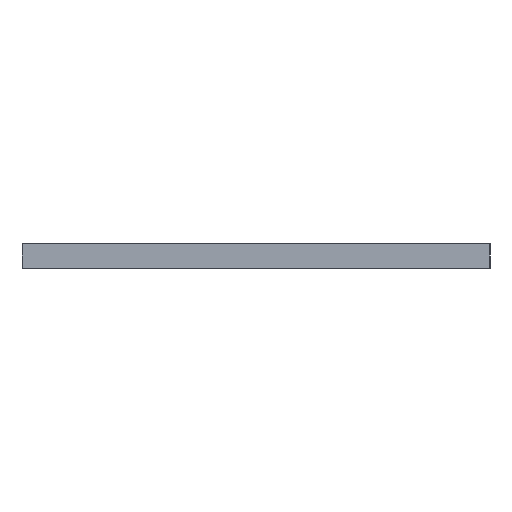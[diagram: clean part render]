
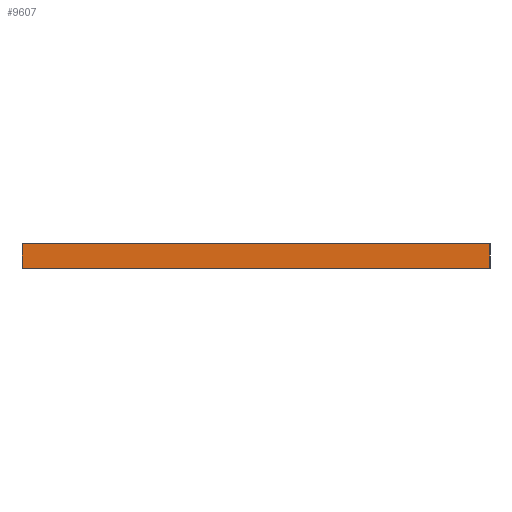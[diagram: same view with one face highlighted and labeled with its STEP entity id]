
A CAD part, left-side view. The second image highlights one B-rep face of the part: STEP entity #9607.
In plain terms, the highlighted planar face has unit normal (-1, 0, 0).
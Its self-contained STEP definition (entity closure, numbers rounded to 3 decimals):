
#665=FACE_OUTER_BOUND('',#1103,.T.);
#1103=EDGE_LOOP('',(#7855,#7856,#7857,#7858));
#2625=LINE('',#14856,#3933);
#2626=LINE('',#14859,#3934);
#2627=LINE('',#14861,#3935);
#2628=LINE('',#14862,#3936);
#3933=VECTOR('',#12235,10.);
#3934=VECTOR('',#12238,10.);
#3935=VECTOR('',#12239,10.);
#3936=VECTOR('',#12240,10.);
#4807=VERTEX_POINT('',#14852);
#4808=VERTEX_POINT('',#14854);
#4809=VERTEX_POINT('',#14858);
#4810=VERTEX_POINT('',#14860);
#6113=EDGE_CURVE('',#4807,#4808,#2625,.T.);
#6114=EDGE_CURVE('',#4807,#4809,#2626,.T.);
#6115=EDGE_CURVE('',#4810,#4808,#2627,.T.);
#6116=EDGE_CURVE('',#4809,#4810,#2628,.T.);
#7855=ORIENTED_EDGE('',*,*,#6114,.F.);
#7856=ORIENTED_EDGE('',*,*,#6113,.T.);
#7857=ORIENTED_EDGE('',*,*,#6115,.F.);
#7858=ORIENTED_EDGE('',*,*,#6116,.F.);
#9169=PLANE('',#10059);
#9607=ADVANCED_FACE('',(#665),#9169,.T.);
#10059=AXIS2_PLACEMENT_3D('',#14857,#12236,#12237);
#12235=DIRECTION('',(0.,0.,1.));
#12236=DIRECTION('center_axis',(-1.,0.,0.));
#12237=DIRECTION('ref_axis',(0.,-1.,0.));
#12238=DIRECTION('',(0.,1.,0.));
#12239=DIRECTION('',(0.,-1.,0.));
#12240=DIRECTION('',(0.,0.,1.));
#14852=CARTESIAN_POINT('',(-800.,0.,0.));
#14854=CARTESIAN_POINT('',(-800.,0.,19.05));
#14856=CARTESIAN_POINT('',(-800.,0.,0.));
#14857=CARTESIAN_POINT('Origin',(-800.,360.,0.));
#14858=CARTESIAN_POINT('',(-800.,360.,0.));
#14859=CARTESIAN_POINT('',(-800.,0.,0.));
#14860=CARTESIAN_POINT('',(-800.,360.,19.05));
#14861=CARTESIAN_POINT('',(-800.,0.,19.05));
#14862=CARTESIAN_POINT('',(-800.,360.,0.));
